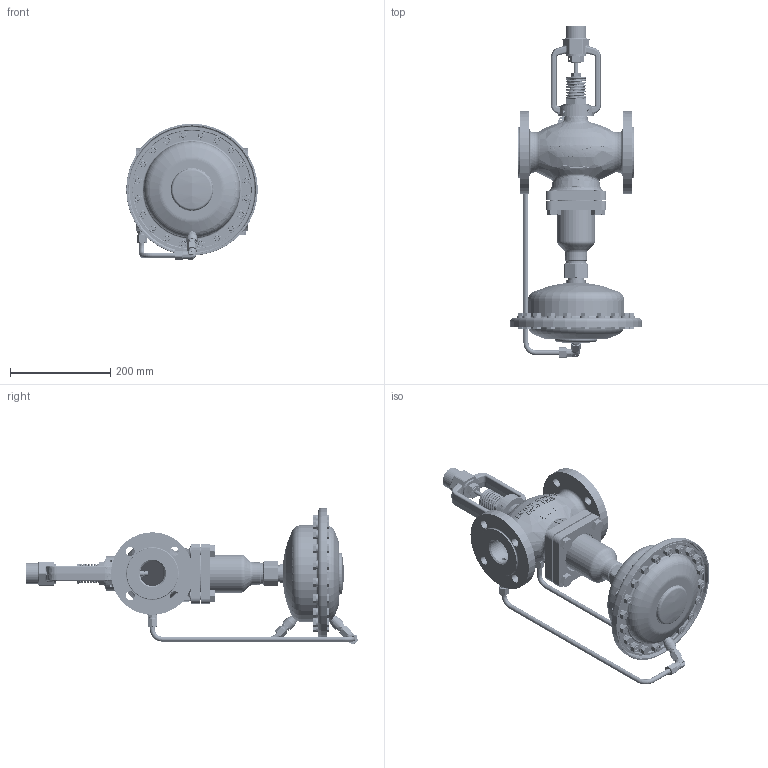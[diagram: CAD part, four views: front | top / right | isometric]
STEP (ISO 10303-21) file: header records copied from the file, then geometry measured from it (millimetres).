
FILE_DESCRIPTION((''),'2;1');
FILE_NAME('003G1085_ASM','2012-11-30T',('u258099'),('Danfoss'),'PRO/ENGINEER BY PARAMETRIC TECHNOLOGY CORPORATION, 2010370','PRO/ENGINEER BY PARAMETRIC TECHNOLOGY CORPORATION, 2010370','');
FILE_SCHEMA(('CONFIG_CONTROL_DESIGN'));
Products named in the file (42): 8861885; 5454046; 8861091; 5454040; 8861044; 8861045; 8861023; 5184023; ZVAR_2; 8861952; 8861955; 52215750; 85390240_STISNJEN; 88619540; 52017520; 51917490; 88619560; 88619290; FAKE_AKS_LEZ; TESNILO_18X14; VIJAK_G1L4X12_ZAPIRALNI; PRIKLJUCEK_2; LABEL_PLATE_37X37; 5589607; 8861908_ASM; 8863111; 8881045; 8863106_ASM; 8863055; 8863048; 8863073; 8863040; 8863040_ASM; 8539087; 5181800; 5201750; 5191734; PRIKLJUCEK; 8863130_ASM; CEV_1_003G1085 ...
Assembly tree (135 placements, depth 4):
  003G1085_ASM
    8861908_ASM
      8861885
      5454046
      8861091
      5454040
      8861044
      8861045
      8861023
      5184023  x4
      ZVAR_2
      8861952
      8861955
      52215750  x4
      85390240_STISNJEN
      88619540
      52017520
      51917490
      88619560
      88619290
      FAKE_AKS_LEZ
      TESNILO_18X14  x3
      VIJAK_G1L4X12_ZAPIRALNI
      PRIKLJUCEK_2  x2
      LABEL_PLATE_37X37
      5589607  x4
    8863130_ASM
      8863106_ASM
        8863111
        8881045
      8863055  x2
      8863048
      8863040_ASM
        8863073
        8863040
        8881045
      8539087
      5181800  x20
      5201750  x40
      5191734  x20
      TESNILO_18X14  x2
      PRIKLJUCEK_2
      PRIKLJUCEK
    CEV_1_003G1085
    CEV_2_003G1085
Bounding box: 263.5 x 663.56 x 273.34 mm (x, y, z)
Volume: 3210871.4 mm3; surface area: 1116928.2 mm2
Topology: 134 solids, 134 shells, 4070 faces, 9607 edges, 5964 vertices
Faces by surface type: plane 1567, cylinder 1116, cone 800, bspline 250, torus 233, extrusion 66, sphere 38
Entity records: 95517 total; most frequent: CARTESIAN_POINT 37693, ORIENTED_EDGE 12216, DIRECTION 11285, EDGE_CURVE 6108, AXIS2_PLACEMENT_3D 4584, VERTEX_POINT 3843, EDGE_LOOP 2851, FACE_OUTER_BOUND 2454
